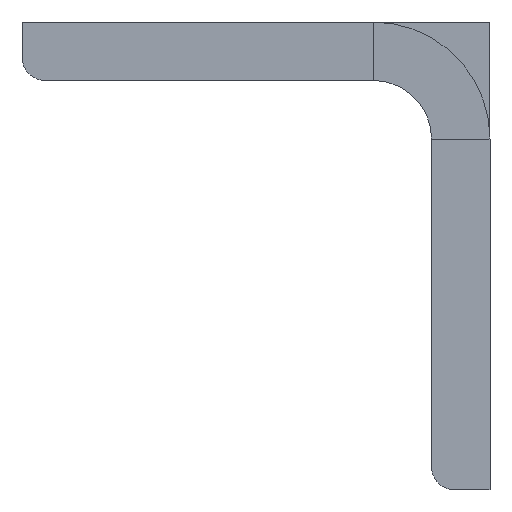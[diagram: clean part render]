
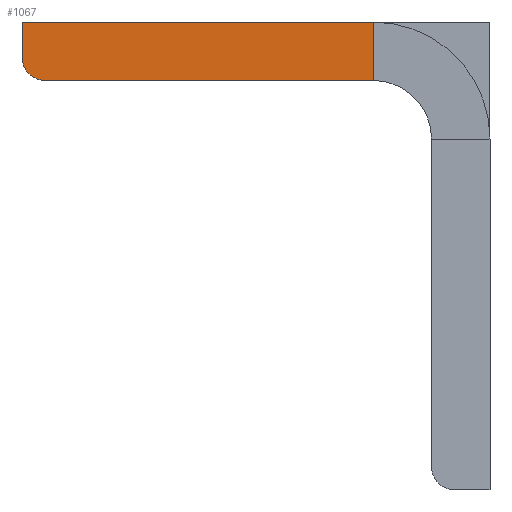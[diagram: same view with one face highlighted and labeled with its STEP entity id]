
A CAD part, left-side view. The second image highlights one B-rep face of the part: STEP entity #1067.
In plain terms, the highlighted planar face has unit normal (-1, 0, 0).
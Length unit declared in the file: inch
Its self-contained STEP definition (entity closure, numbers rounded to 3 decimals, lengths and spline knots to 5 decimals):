
#152=PLANE('',#1151);
#167=FACE_OUTER_BOUND('',#241,.T.);
#241=EDGE_LOOP('',(#798,#799,#800,#801,#802));
#416=LINE('',#1680,#448);
#417=LINE('',#1682,#449);
#418=LINE('',#1684,#450);
#419=LINE('',#1685,#451);
#448=VECTOR('',#1322,0.18);
#449=VECTOR('',#1323,0.3937);
#450=VECTOR('',#1324,0.3937);
#451=VECTOR('',#1325,0.3937);
#479=CIRCLE('',#1150,0.05);
#568=VERTEX_POINT('',#1673);
#569=VERTEX_POINT('',#1675);
#570=VERTEX_POINT('',#1679);
#571=VERTEX_POINT('',#1681);
#572=VERTEX_POINT('',#1683);
#673=EDGE_CURVE('',#568,#569,#479,.T.);
#675=EDGE_CURVE('',#568,#570,#416,.T.);
#676=EDGE_CURVE('',#570,#571,#417,.T.);
#677=EDGE_CURVE('',#571,#572,#418,.T.);
#678=EDGE_CURVE('',#569,#572,#419,.T.);
#798=ORIENTED_EDGE('',*,*,#673,.F.);
#799=ORIENTED_EDGE('',*,*,#675,.T.);
#800=ORIENTED_EDGE('',*,*,#676,.T.);
#801=ORIENTED_EDGE('',*,*,#677,.T.);
#802=ORIENTED_EDGE('',*,*,#678,.F.);
#1067=ADVANCED_FACE('',(#167),#152,.T.);
#1150=AXIS2_PLACEMENT_3D('',#1676,#1317,#1318);
#1151=AXIS2_PLACEMENT_3D('',#1678,#1320,#1321);
#1317=DIRECTION('center_axis',(1.,0.,0.));
#1318=DIRECTION('ref_axis',(0.,0.707,-0.707));
#1320=DIRECTION('center_axis',(-1.,0.,0.));
#1321=DIRECTION('ref_axis',(0.,1.,0.));
#1322=DIRECTION('',(0.,-1.,0.));
#1323=DIRECTION('',(0.,0.,1.));
#1324=DIRECTION('',(0.,1.,0.));
#1325=DIRECTION('',(0.,0.,1.));
#1673=CARTESIAN_POINT('',(-3.85356,-4.91052,2.85913));
#1675=CARTESIAN_POINT('',(-3.85356,-4.86052,2.90913));
#1676=CARTESIAN_POINT('Origin',(-3.85356,-4.91052,2.90913));
#1678=CARTESIAN_POINT('Origin',(-3.85356,-5.61066,2.85913));
#1679=CARTESIAN_POINT('',(-3.85356,-5.61066,2.85913));
#1680=CARTESIAN_POINT('',(-3.85356,-6.17615,2.85913));
#1681=CARTESIAN_POINT('',(-3.85356,-5.61066,2.98413));
#1682=CARTESIAN_POINT('',(-3.85356,-5.61066,2.88663));
#1683=CARTESIAN_POINT('',(-3.85356,-4.86052,2.98413));
#1684=CARTESIAN_POINT('',(-3.85356,-5.61066,2.98413));
#1685=CARTESIAN_POINT('',(-3.85356,-4.86052,2.85913));
